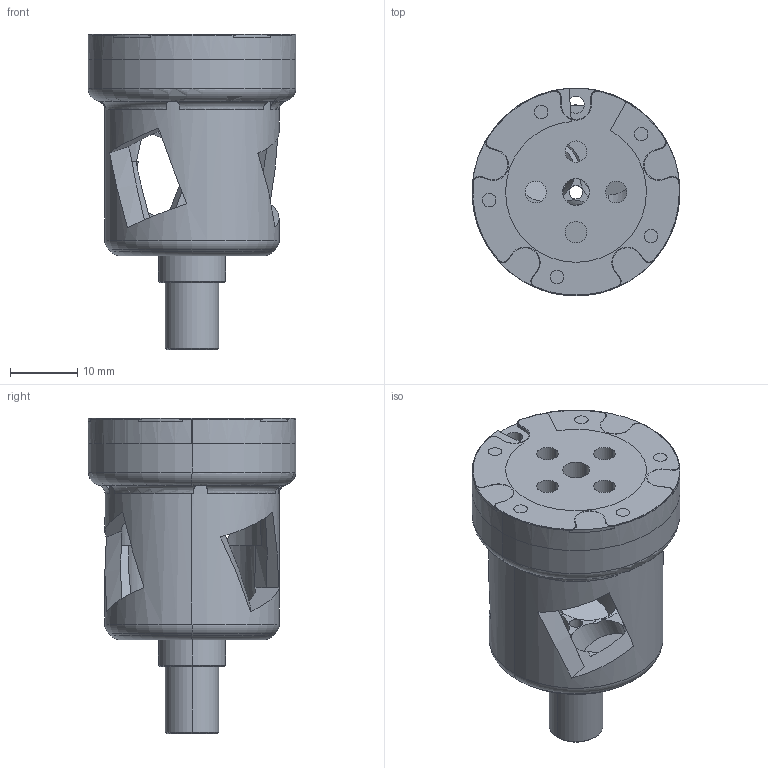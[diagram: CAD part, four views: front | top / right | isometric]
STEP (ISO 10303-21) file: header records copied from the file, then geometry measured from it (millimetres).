
FILE_DESCRIPTION (( 'STEP AP214' ), '1' );
FILE_NAME ('mk10 motor coupling.STEP', '2021-12-27T21:46:35', ( '' ), ( '' ), 'SwSTEP 2.0', 'SolidWorks 2016', '' );
FILE_SCHEMA (( 'AUTOMOTIVE_DESIGN' ));
Length unit declared in the file: millimetre
Products named in the file (2): mk10 motor coupling
Bounding box: 31 x 31 x 47 mm (x, y, z)
Volume: 11529.2 mm3; surface area: 8737.1 mm2
Topology: 2 solids, 2 shells, 223 faces, 621 edges, 393 vertices
Faces by surface type: cylinder 101, plane 59, torus 39, cone 18, bspline 6
Entity records: 7785 total; most frequent: CARTESIAN_POINT 1987, DIRECTION 1242, ORIENTED_EDGE 1242, EDGE_CURVE 621, AXIS2_PLACEMENT_3D 527, VERTEX_POINT 393, CIRCLE 308, EDGE_LOOP 252
